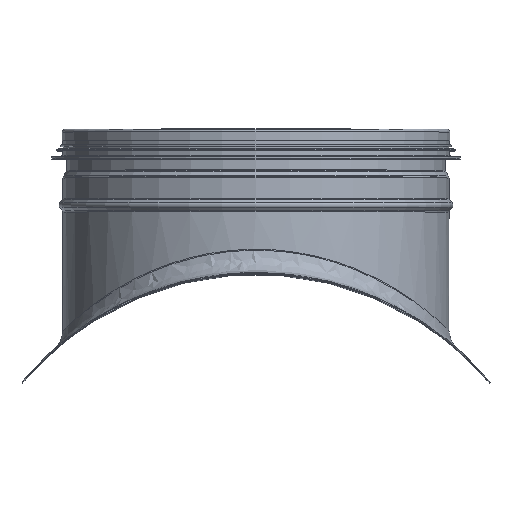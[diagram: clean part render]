
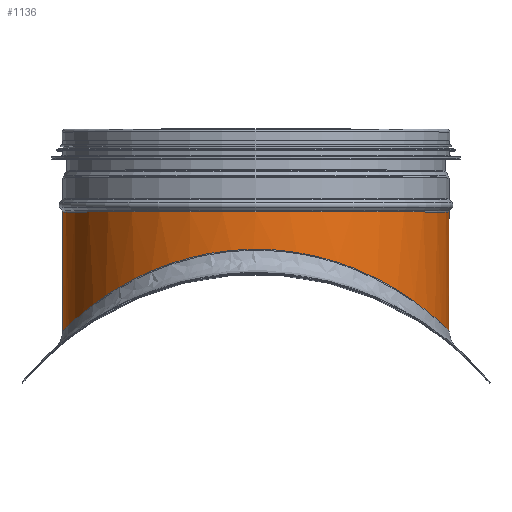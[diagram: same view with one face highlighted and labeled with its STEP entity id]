
A CAD part, top view. The second image highlights one B-rep face of the part: STEP entity #1136.
In plain terms, the highlighted cylindrical face has radius 98.975 mm (diameter 197.95 mm), a full revolution.
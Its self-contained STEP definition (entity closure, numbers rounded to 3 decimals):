
#843=CARTESIAN_POINT('',(-98.975,126.695,0.));
#844=VERTEX_POINT('',#843);
#852=CARTESIAN_POINT('',(-98.977,126.691,0.));
#853=CARTESIAN_POINT('',(-98.976,126.691,-7.654));
#854=CARTESIAN_POINT('',(-97.165,128.512,-22.962));
#855=CARTESIAN_POINT('',(-89.579,135.428,-43.944));
#856=CARTESIAN_POINT('',(-77.941,144.336,-62.251));
#857=CARTESIAN_POINT('',(-61.047,154.529,-79.273));
#858=CARTESIAN_POINT('',(-39.869,163.216,-91.86));
#859=CARTESIAN_POINT('',(-20.314,167.194,-97.305));
#860=CARTESIAN_POINT('',(-7.657,168.278,-98.776));
#861=CARTESIAN_POINT('',(0.,168.498,-99.074));
#862=CARTESIAN_POINT('',(7.66,168.279,-98.777));
#863=CARTESIAN_POINT('',(15.25,167.625,-97.891));
#864=CARTESIAN_POINT('',(30.193,165.497,-94.977));
#865=CARTESIAN_POINT('',(51.144,159.326,-86.426));
#866=CARTESIAN_POINT('',(73.703,147.477,-68.097));
#867=CARTESIAN_POINT('',(88.731,136.198,-46.283));
#868=CARTESIAN_POINT('',(95.477,130.054,-27.619));
#869=CARTESIAN_POINT('',(98.377,127.29,-12.76));
#870=CARTESIAN_POINT('',(99.375,126.297,-0.001));
#871=CARTESIAN_POINT('',(98.177,127.486,15.317));
#872=CARTESIAN_POINT('',(94.71,130.782,30.009));
#873=CARTESIAN_POINT('',(87.364,137.224,48.261));
#874=CARTESIAN_POINT('',(73.705,147.479,68.102));
#875=CARTESIAN_POINT('',(54.898,157.349,83.369));
#876=CARTESIAN_POINT('',(37.183,163.445,92.13));
#877=CARTESIAN_POINT('',(20.417,167.308,97.474));
#878=CARTESIAN_POINT('',(-0.001,169.097,99.877));
#879=CARTESIAN_POINT('',(-22.972,167.086,97.175));
#880=CARTESIAN_POINT('',(-44.24,161.522,89.464));
#881=CARTESIAN_POINT('',(-62.73,153.509,77.573));
#882=CARTESIAN_POINT('',(-77.946,144.336,62.247));
#883=CARTESIAN_POINT('',(-89.577,135.428,43.945));
#884=CARTESIAN_POINT('',(-97.166,128.512,22.962));
#885=CARTESIAN_POINT('',(-98.977,126.691,7.654));
#886=CARTESIAN_POINT('',(-98.977,126.691,0.));
#887=B_SPLINE_CURVE_WITH_KNOTS('',3,(#852,#853,#854,#855,#856,#857,#858,#859,#860,#861,#862,#863,#864,#865,#866,#867,#868,#869,#870,#871,#872,#873,#874,#875,#876,#877,#878,#879,#880,#881,#882,#883,#884,#885,#886),.UNSPECIFIED.,.T.,.U.,(4,1,1,1,1,1,1,1,1,1,1,1,1,1,1,1,1,1,1,1,1,1,1,1,1,1,1,1,1,1,1,1,4),(0.0,2.208,4.415,6.623,8.831,11.774,13.982,14.718,15.453,16.189,16.925,17.661,20.605,23.548,26.492,28.699,29.435,30.907,32.379,33.85,35.322,38.266,41.209,42.681,44.153,46.36,48.568,50.775,52.983,55.191,57.398,59.606,61.814),.UNSPECIFIED.);
#888=EDGE_CURVE('',#844,#844,#887,.T.);
#1117=CARTESIAN_POINT('',(0.,154.35,0.0));
#1118=DIRECTION('',(0.,1.0,0.0));
#1119=DIRECTION('',(-1.0,0.0,0.0));
#1120=AXIS2_PLACEMENT_3D('',#1117,#1118,#1119);
#1121=CYLINDRICAL_SURFACE('',#1120,98.975);
#1122=CARTESIAN_POINT('',(-98.975,187.6,0.0));
#1123=VERTEX_POINT('',#1122);
#1124=CARTESIAN_POINT('',(0.,187.6,0.0));
#1125=DIRECTION('',(0.0,1.0,0.0));
#1126=DIRECTION('',(-1.0,0.0,0.0));
#1127=AXIS2_PLACEMENT_3D('',#1124,#1125,#1126);
#1128=CIRCLE('',#1127,98.975);
#1129=EDGE_CURVE('',#1123,#1123,#1128,.T.);
#1130=ORIENTED_EDGE('',*,*,#1129,.F.);
#1131=EDGE_LOOP('',(#1130));
#1132=FACE_OUTER_BOUND('',#1131,.T.);
#1133=ORIENTED_EDGE('',*,*,#888,.F.);
#1134=EDGE_LOOP('',(#1133));
#1135=FACE_BOUND('',#1134,.T.);
#1136=ADVANCED_FACE('',(#1132,#1135),#1121,.T.);
